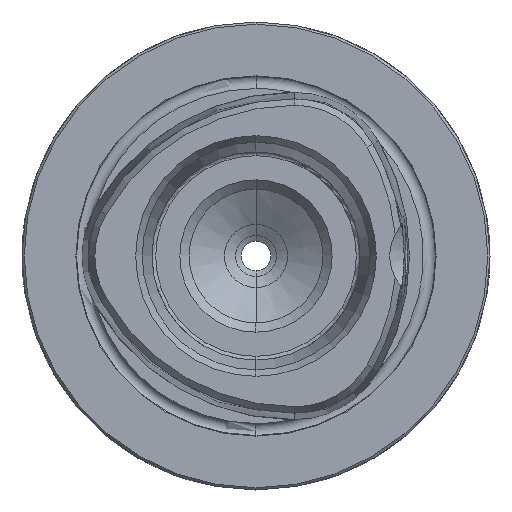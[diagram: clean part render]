
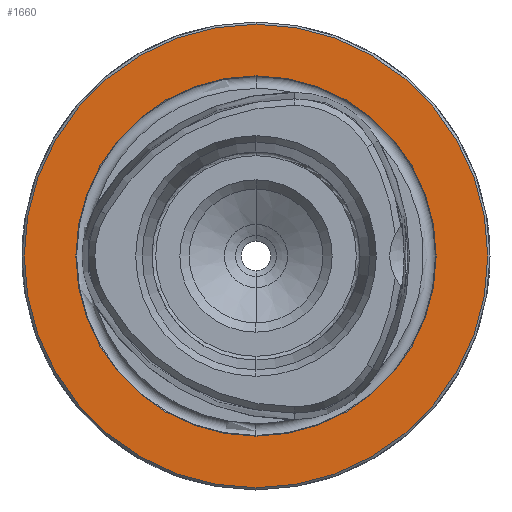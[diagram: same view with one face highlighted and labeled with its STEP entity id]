
A CAD part, left-side view. The second image highlights one B-rep face of the part: STEP entity #1660.
In plain terms, the highlighted planar face has unit normal (-1, 0, 0).
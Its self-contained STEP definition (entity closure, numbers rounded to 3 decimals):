
#51 = AXIS2_PLACEMENT_3D ( 'NONE', #4372, #3066, #3709 ) ;
#141 = CARTESIAN_POINT ( 'NONE',  ( 0., 0., 24.25 ) ) ;
#170 = VERTEX_POINT ( 'NONE', #1030 ) ;
#256 = DIRECTION ( 'NONE',  ( -1., 0., 0. ) ) ;
#259 = DIRECTION ( 'NONE',  ( 0., 0., -1. ) ) ;
#341 = VERTEX_POINT ( 'NONE', #141 ) ;
#503 = VERTEX_POINT ( 'NONE', #3977 ) ;
#906 = DIRECTION ( 'NONE',  ( 1., 0., 0. ) ) ;
#924 = DIRECTION ( 'NONE',  ( 0., 0., 1. ) ) ;
#1030 = CARTESIAN_POINT ( 'NONE',  ( 0., 0., -31.2 ) ) ;
#1660 = ADVANCED_FACE ( 'NONE', ( #4605, #3198 ), #4645, .F. ) ;
#1785 = CIRCLE ( 'NONE', #3486, 31.2 ) ;
#1809 = CARTESIAN_POINT ( 'NONE',  ( 0., 0., 31.2 ) ) ;
#1945 = ORIENTED_EDGE ( 'NONE', *, *, #3571, .F. ) ;
#1953 = ORIENTED_EDGE ( 'NONE', *, *, #3541, .F. ) ;
#2094 = AXIS2_PLACEMENT_3D ( 'NONE', #2982, #4418, #4110 ) ;
#2120 = EDGE_LOOP ( 'NONE', ( #3694, #3715 ) ) ;
#2385 = CARTESIAN_POINT ( 'NONE',  ( 0., 0., 0. ) ) ;
#2409 = AXIS2_PLACEMENT_3D ( 'NONE', #2965, #4720, #4426 ) ;
#2410 = CARTESIAN_POINT ( 'NONE',  ( 0., 24.25, 0. ) ) ;
#2643 = CIRCLE ( 'NONE', #2409, 24.25 ) ;
#2965 = CARTESIAN_POINT ( 'NONE',  ( 0., 0., 0. ) ) ;
#2982 = CARTESIAN_POINT ( 'NONE',  ( 0., 0., 0. ) ) ;
#3066 = DIRECTION ( 'NONE',  ( -1., 0., 0. ) ) ;
#3198 = FACE_OUTER_BOUND ( 'NONE', #2120, .T. ) ;
#3486 = AXIS2_PLACEMENT_3D ( 'NONE', #2385, #256, #924 ) ;
#3541 = EDGE_CURVE ( 'NONE', #503, #341, #2643, .T. ) ;
#3571 = EDGE_CURVE ( 'NONE', #341, #503, #4172, .T. ) ;
#3694 = ORIENTED_EDGE ( 'NONE', *, *, #3739, .T. ) ;
#3709 = DIRECTION ( 'NONE',  ( 0., 0., 1. ) ) ;
#3715 = ORIENTED_EDGE ( 'NONE', *, *, #4693, .T. ) ;
#3739 = EDGE_CURVE ( 'NONE', #170, #4149, #1785, .T. ) ;
#3977 = CARTESIAN_POINT ( 'NONE',  ( 0., 0., -24.25 ) ) ;
#4044 = AXIS2_PLACEMENT_3D ( 'NONE', #2410, #906, #259 ) ;
#4098 = EDGE_LOOP ( 'NONE', ( #1945, #1953 ) ) ;
#4110 = DIRECTION ( 'NONE',  ( 0., 0., 1. ) ) ;
#4149 = VERTEX_POINT ( 'NONE', #1809 ) ;
#4172 = CIRCLE ( 'NONE', #51, 24.25 ) ;
#4372 = CARTESIAN_POINT ( 'NONE',  ( 0., 0., 0. ) ) ;
#4418 = DIRECTION ( 'NONE',  ( -1., 0., 0. ) ) ;
#4426 = DIRECTION ( 'NONE',  ( 0., 0., 1. ) ) ;
#4547 = CIRCLE ( 'NONE', #2094, 31.2 ) ;
#4605 = FACE_BOUND ( 'NONE', #4098, .T. ) ;
#4645 = PLANE ( 'NONE',  #4044 ) ;
#4693 = EDGE_CURVE ( 'NONE', #4149, #170, #4547, .T. ) ;
#4720 = DIRECTION ( 'NONE',  ( -1., 0., 0. ) ) ;
